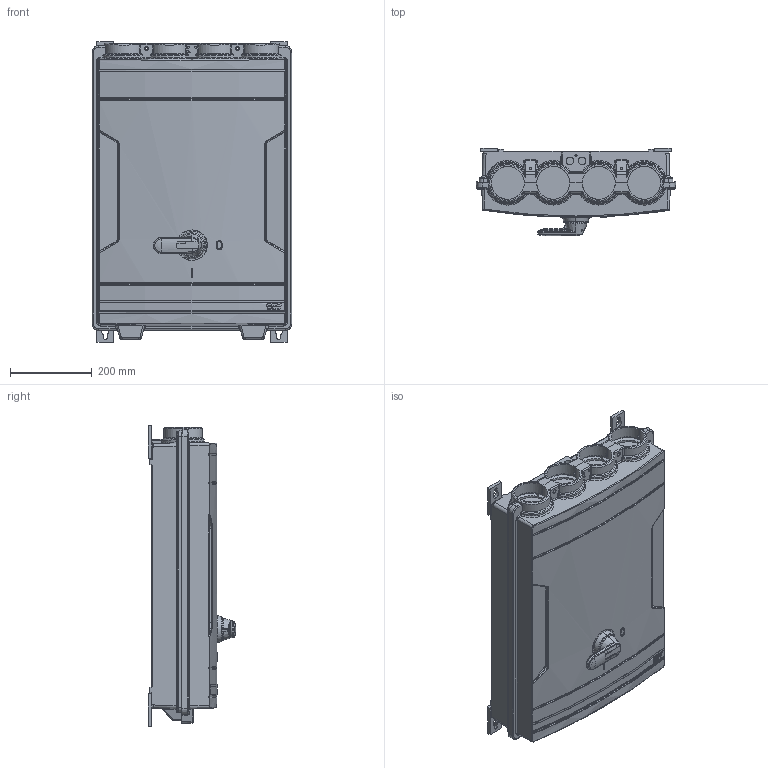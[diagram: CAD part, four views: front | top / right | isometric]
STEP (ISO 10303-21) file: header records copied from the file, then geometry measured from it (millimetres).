
FILE_DESCRIPTION((''),'2;1');
FILE_NAME('OKA_OTA_200-400_P3B_P3Y_SIMPLIF','2020-11-25T13:07:05',('FIJOKON'),(''),'CREO PARAMETRIC BY PTC INC, 2019164','CREO PARAMETRIC BY PTC INC, 2019164','');
FILE_SCHEMA(('AUTOMOTIVE_DESIGN { 1 0 10303 214 1 1 1 1 }'));
Length unit declared in the file: millimetre
Products named in the file (1): OKA_OTA_200-400_P3B_P3Y_SIMPLIF
Bounding box: 487 x 213.1 x 734.52 mm (x, y, z)
Volume: 41714261.2 mm3; surface area: 2231140.7 mm2
Topology: 1 solids, 1 shells, 1644 faces, 4220 edges, 2509 vertices
Faces by surface type: cylinder 560, plane 508, bspline 249, sphere 124, torus 117, cone 71, extrusion 15
Entity records: 118578 total; most frequent: CARTESIAN_POINT 72750, ORIENTED_EDGE 8212, DIRECTION 7151, EDGE_CURVE 4106, AXIS2_PLACEMENT_3D 2683, VERTEX_POINT 2509, VECTOR 1782, LINE 1767
